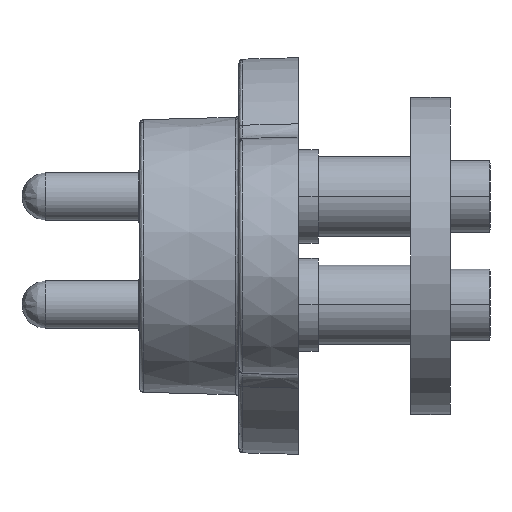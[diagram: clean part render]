
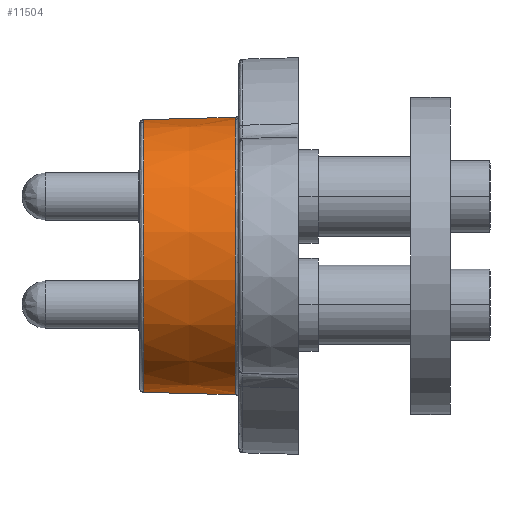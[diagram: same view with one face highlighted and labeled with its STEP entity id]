
A CAD part, left-side view. The second image highlights one B-rep face of the part: STEP entity #11504.
In plain terms, the highlighted conical face has half-angle 1.5 degrees and reference radius 3.497 mm.
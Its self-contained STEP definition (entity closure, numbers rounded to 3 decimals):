
#14 = CARTESIAN_POINT ( 'NONE',  ( 0., 3.903, -3.437 ) ) ;
#390 = CARTESIAN_POINT ( 'NONE',  ( 0., 1.597, 0. ) ) ;
#1275 = EDGE_CURVE ( 'NONE', #20514, #1281, #7620, .T. ) ;
#1281 = VERTEX_POINT ( 'NONE', #1920 ) ;
#1920 = CARTESIAN_POINT ( 'NONE',  ( 0., 1.597, 3.497 ) ) ;
#2158 = AXIS2_PLACEMENT_3D ( 'NONE', #20491, #12329, #13661 ) ;
#2612 = CARTESIAN_POINT ( 'NONE',  ( 0., 1.597, 0. ) ) ;
#3042 = CARTESIAN_POINT ( 'NONE',  ( 0., -499000., -13070.314 ) ) ;
#3549 = VERTEX_POINT ( 'NONE', #14 ) ;
#3606 = VERTEX_POINT ( 'NONE', #16765 ) ;
#4263 = FACE_OUTER_BOUND ( 'NONE', #12918, .T. ) ;
#5850 = ORIENTED_EDGE ( 'NONE', *, *, #1275, .T. ) ;
#7620 = CIRCLE ( 'NONE', #10371, 3.497 ) ;
#8124 = ORIENTED_EDGE ( 'NONE', *, *, #20631, .T. ) ;
#9255 = VECTOR ( 'NONE', #12886, 1000. ) ;
#9999 = CARTESIAN_POINT ( 'NONE',  ( 0., 1.597, -3.497 ) ) ;
#10371 = AXIS2_PLACEMENT_3D ( 'NONE', #390, #12211, #20256 ) ;
#11504 = ADVANCED_FACE ( 'NONE', ( #4263 ), #20781, .T. ) ;
#11791 = VECTOR ( 'NONE', #14243, 1000. ) ;
#12211 = DIRECTION ( 'NONE',  ( 0., 1., 0. ) ) ;
#12329 = DIRECTION ( 'NONE',  ( 0., -1., 0. ) ) ;
#12431 = AXIS2_PLACEMENT_3D ( 'NONE', #2612, #17954, #19542 ) ;
#12886 = DIRECTION ( 'NONE',  ( 0., -1., -0.026 ) ) ;
#12912 = EDGE_CURVE ( 'NONE', #3606, #1281, #16023, .T. ) ;
#12918 = EDGE_LOOP ( 'NONE', ( #17452, #5850, #18253, #8124 ) ) ;
#13661 = DIRECTION ( 'NONE',  ( 0., 0., -1. ) ) ;
#14243 = DIRECTION ( 'NONE',  ( 0., -1., 0.026 ) ) ;
#15106 = EDGE_CURVE ( 'NONE', #3549, #20514, #18360, .T. ) ;
#15693 = CARTESIAN_POINT ( 'NONE',  ( 0., 1.5, 3.5 ) ) ;
#16023 = LINE ( 'NONE', #15693, #11791 ) ;
#16765 = CARTESIAN_POINT ( 'NONE',  ( 0., 3.903, 3.437 ) ) ;
#17452 = ORIENTED_EDGE ( 'NONE', *, *, #15106, .T. ) ;
#17823 = CIRCLE ( 'NONE', #2158, 3.437 ) ;
#17954 = DIRECTION ( 'NONE',  ( 0., -1., 0. ) ) ;
#18253 = ORIENTED_EDGE ( 'NONE', *, *, #12912, .F. ) ;
#18360 = LINE ( 'NONE', #3042, #9255 ) ;
#19542 = DIRECTION ( 'NONE',  ( 0., 0., -1. ) ) ;
#20256 = DIRECTION ( 'NONE',  ( 0., 0., -1. ) ) ;
#20491 = CARTESIAN_POINT ( 'NONE',  ( 0., 3.903, 0. ) ) ;
#20514 = VERTEX_POINT ( 'NONE', #9999 ) ;
#20631 = EDGE_CURVE ( 'NONE', #3606, #3549, #17823, .T. ) ;
#20781 = CONICAL_SURFACE ( 'NONE', #12431, 3.497, 0.026 ) ;
